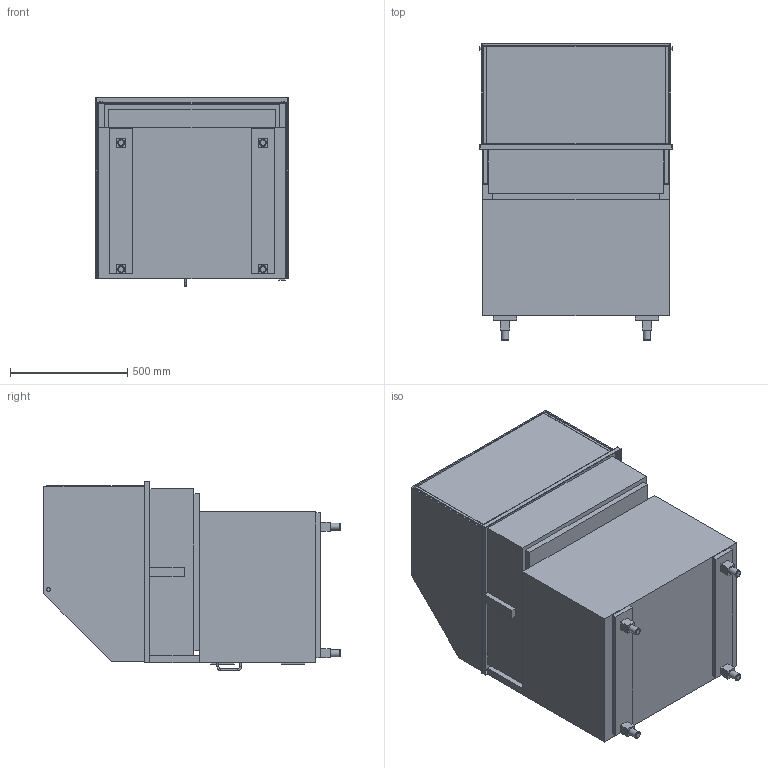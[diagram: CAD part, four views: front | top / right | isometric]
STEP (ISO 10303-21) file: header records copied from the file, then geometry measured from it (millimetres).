
FILE_DESCRIPTION(/* description */ ('Wärmevitrine'),/* implementation_level */ '2;1');
FILE_NAME(/* name */ '3D-AKE-00006151.stp',/* time_stamp */ '2022-03-24T09:53:22+01:00',/* author */ ('julian.lux'),/* organization */ (''),/* preprocessor_version */ 'ST-DEVELOPER v18',/* originating_system */ 'Autodesk Inventor 2020',/* authorisation */ '');
FILE_SCHEMA (('AUTOMOTIVE_DESIGN { 1 0 10303 214 3 1 1 }'));
Length unit declared in the file: millimetre
Products named in the file (1): 3D-AKE-00006151
Bounding box: 820 x 1266 x 806.5 mm (x, y, z)
Volume: 352817199.6 mm3; surface area: 14730232.5 mm2
Topology: 41 solids, 41 shells, 790 faces, 1841 edges, 1160 vertices
Faces by surface type: plane 493, cylinder 179, bspline 48, torus 38, sphere 32
Full cylindrical faces by diameter (mm): 6 x2, 8 x3, 16 x2, 25 x2, 30 x4
Entity records: 25354 total; most frequent: CARTESIAN_POINT 7072, DIRECTION 3757, ORIENTED_EDGE 3682, EDGE_CURVE 1841, LINE 1347, VECTOR 1347, AXIS2_PLACEMENT_3D 1205, VERTEX_POINT 1160
